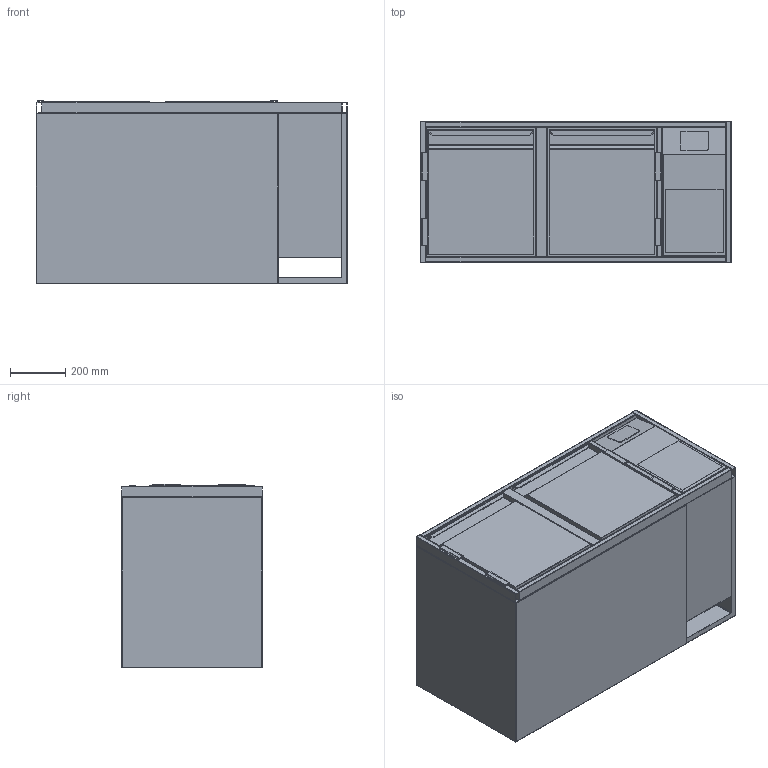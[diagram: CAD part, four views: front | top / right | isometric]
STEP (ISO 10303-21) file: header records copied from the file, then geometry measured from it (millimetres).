
FILE_DESCRIPTION (( 'STEP AP203' ), '1' );
FILE_NAME ('G-KTE-2-51-R-2T.step', '2024-02-26T13:38:56', ( '' ), ( '' ), 'SwSTEP 2.0', 'SolidWorks 2023', '' );
FILE_SCHEMA (( 'CONFIG_CONTROL_DESIGN' ));
Length unit declared in the file: millimetre
Products named in the file (11): 21-01-47565_G-KT-FRR-510-1130--880B-250; 18-06-35404_TUER-385-455-L; 20-03-43319_G-KT-Einbauelement-Tür-400-660-510-L; G-KTE-2-51-R-2T; 20-03-43331_G-KT-Auflage-400-660-mit-Rost; 20-03-43319_G-KT-Einbauelement-Tür-400-660-510-R; 24-02-55011_G-KT-Fach-S-R-250-660-510; 24-02-55012_G-KT-Korpus-880-660-510-R; 20-03-43318_G-KT-Rahmen-Tür-400-510; 20-03-43331_G-KT-Auflage-400-660-Ohne-Rost; 18-06-35404_TUER-385-455-R
Assembly tree (13 placements, depth 3):
  G-KTE-2-51-R-2T
    24-02-55012_G-KT-Korpus-880-660-510-R
    21-01-47565_G-KT-FRR-510-1130--880B-250
    24-02-55011_G-KT-Fach-S-R-250-660-510
    20-03-43319_G-KT-Einbauelement-Tür-400-660-510-L
      20-03-43318_G-KT-Rahmen-Tür-400-510
      18-06-35404_TUER-385-455-L
      20-03-43331_G-KT-Auflage-400-660-Ohne-Rost
      20-03-43331_G-KT-Auflage-400-660-mit-Rost
    20-03-43319_G-KT-Einbauelement-Tür-400-660-510-R
      20-03-43318_G-KT-Rahmen-Tür-400-510
      18-06-35404_TUER-385-455-R
      20-03-43331_G-KT-Auflage-400-660-Ohne-Rost
      20-03-43331_G-KT-Auflage-400-660-mit-Rost
Bounding box: 1131 x 510 x 667.5 mm (x, y, z)
Volume: 107531998.6 mm3; surface area: 10049917.1 mm2
Topology: 29 solids, 29 shells, 1631 faces, 4346 edges, 2756 vertices
Faces by surface type: cylinder 1004, plane 531, sphere 34, torus 32, bspline 30
Entity records: 36334 total; most frequent: CARTESIAN_POINT 6851, DIRECTION 6113, ORIENTED_EDGE 5686, EDGE_CURVE 2843, AXIS2_PLACEMENT_3D 2272, VERTEX_POINT 1798, LINE 1569, VECTOR 1569
